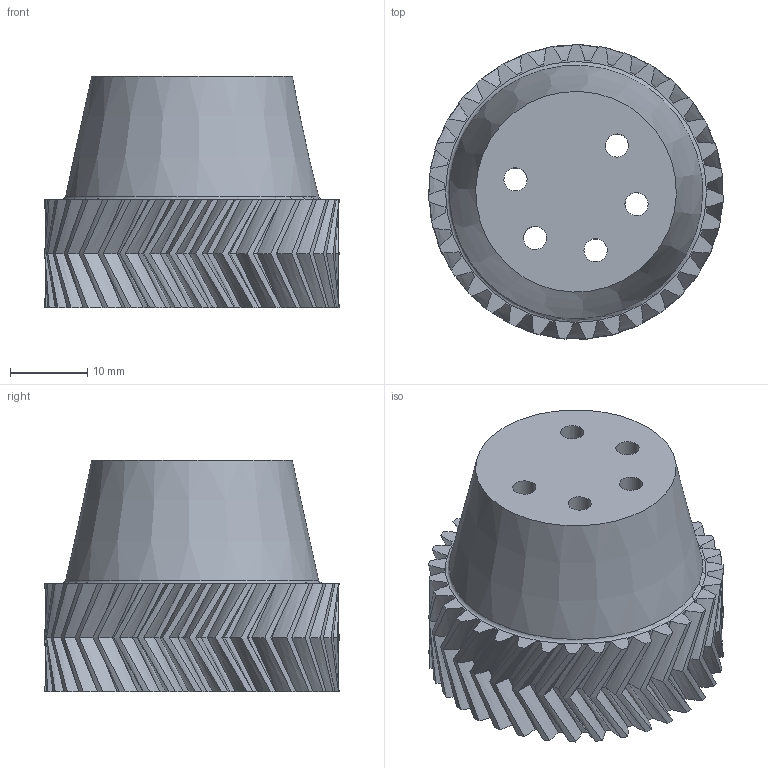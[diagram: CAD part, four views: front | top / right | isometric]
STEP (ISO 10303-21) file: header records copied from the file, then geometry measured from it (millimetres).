
FILE_DESCRIPTION(/* description */ (''),/* implementation_level */ '2;1');
FILE_NAME(/* name */ '',/* time_stamp */ '2025-11-15T16:35:55+03:00',/* author */ ('Phantom'),/* organization */ (''),/* preprocessor_version */ 'ST-DEVELOPER v20',/* originating_system */ 'Autodesk Inventor 2025',/* authorisation */ '');
FILE_SCHEMA (('AUTOMOTIVE_DESIGN { 1 0 10303 214 3 1 1 }'));
Length unit declared in the file: millimetre
Products named in the file (1): Цилиндрическое зубчатое 
зацепление1
Bounding box: 38.16 x 38.16 x 30 mm (x, y, z)
Volume: 19448.9 mm3; surface area: 8119 mm2
Topology: 1 solids, 1 shells, 258 faces, 692 edges, 438 vertices
Faces by surface type: bspline 210, cylinder 41, plane 4, torus 2, cone 1
Full cylindrical faces by diameter (mm): 3 x5, 26 x1
Entity records: 11134 total; most frequent: CARTESIAN_POINT 6394, ORIENTED_EDGE 1384, EDGE_CURVE 692, B_SPLINE_CURVE_WITH_KNOTS 595, VERTEX_POINT 438, DIRECTION 285, EDGE_LOOP 270, FACE_OUTER_BOUND 258
